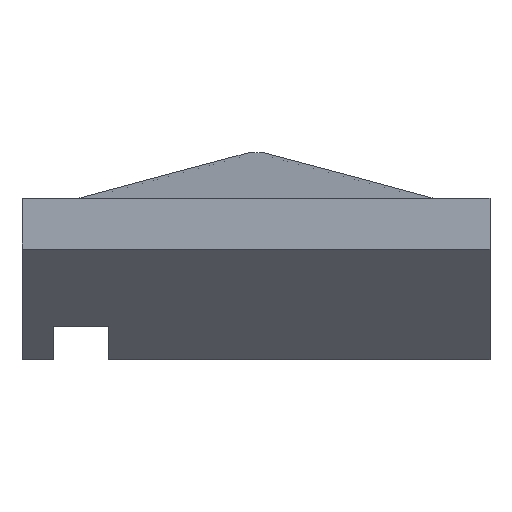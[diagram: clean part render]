
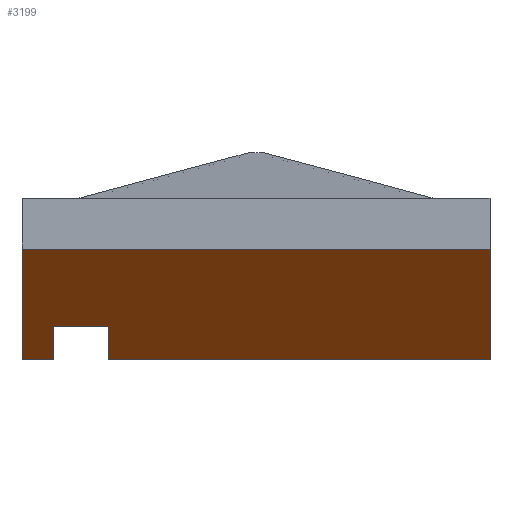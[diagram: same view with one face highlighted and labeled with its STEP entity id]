
A CAD part, front view. The second image highlights one B-rep face of the part: STEP entity #3199.
In plain terms, the highlighted planar face has unit normal (0, -0.707, -0.707).
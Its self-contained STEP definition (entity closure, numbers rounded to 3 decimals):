
#463=FACE_OUTER_BOUND('',#658,.T.);
#658=EDGE_LOOP('',(#2326,#2327,#2328,#2329,#2330,#2331,#2332,#2333));
#831=LINE('',#4129,#1068);
#885=LINE('',#4976,#1122);
#886=LINE('',#4978,#1123);
#887=LINE('',#4980,#1124);
#888=LINE('',#4982,#1125);
#889=LINE('',#4984,#1126);
#890=LINE('',#4986,#1127);
#891=LINE('',#4987,#1128);
#1068=VECTOR('',#3603,10.);
#1122=VECTOR('',#3695,10.);
#1123=VECTOR('',#3696,10.);
#1124=VECTOR('',#3697,10.);
#1125=VECTOR('',#3698,10.);
#1126=VECTOR('',#3699,10.);
#1127=VECTOR('',#3700,10.);
#1128=VECTOR('',#3701,10.);
#1305=VERTEX_POINT('',#4127);
#1306=VERTEX_POINT('',#4128);
#1376=VERTEX_POINT('',#4975);
#1377=VERTEX_POINT('',#4977);
#1378=VERTEX_POINT('',#4979);
#1379=VERTEX_POINT('',#4981);
#1380=VERTEX_POINT('',#4983);
#1381=VERTEX_POINT('',#4985);
#1632=EDGE_CURVE('',#1305,#1306,#831,.T.);
#1733=EDGE_CURVE('',#1305,#1376,#885,.T.);
#1734=EDGE_CURVE('',#1376,#1377,#886,.T.);
#1735=EDGE_CURVE('',#1377,#1378,#887,.T.);
#1736=EDGE_CURVE('',#1378,#1379,#888,.T.);
#1737=EDGE_CURVE('',#1379,#1380,#889,.T.);
#1738=EDGE_CURVE('',#1380,#1381,#890,.T.);
#1739=EDGE_CURVE('',#1381,#1306,#891,.T.);
#2326=ORIENTED_EDGE('',*,*,#1632,.F.);
#2327=ORIENTED_EDGE('',*,*,#1733,.T.);
#2328=ORIENTED_EDGE('',*,*,#1734,.T.);
#2329=ORIENTED_EDGE('',*,*,#1735,.T.);
#2330=ORIENTED_EDGE('',*,*,#1736,.T.);
#2331=ORIENTED_EDGE('',*,*,#1737,.T.);
#2332=ORIENTED_EDGE('',*,*,#1738,.T.);
#2333=ORIENTED_EDGE('',*,*,#1739,.T.);
#3109=PLANE('',#3415);
#3199=ADVANCED_FACE('',(#463),#3109,.T.);
#3415=AXIS2_PLACEMENT_3D('',#4974,#3693,#3694);
#3603=DIRECTION('',(1.,0.,0.));
#3693=DIRECTION('center_axis',(0.,-0.707,-0.707));
#3694=DIRECTION('ref_axis',(-1.,0.,0.));
#3695=DIRECTION('',(0.,0.707,-0.707));
#3696=DIRECTION('',(1.,0.,0.));
#3697=DIRECTION('',(0.,-0.707,0.707));
#3698=DIRECTION('',(1.,0.,0.));
#3699=DIRECTION('',(0.,0.707,-0.707));
#3700=DIRECTION('',(1.,0.,0.));
#3701=DIRECTION('',(0.,-0.707,0.707));
#4127=CARTESIAN_POINT('',(2.,37.455,-0.508));
#4128=CARTESIAN_POINT('',(27.4,37.455,-0.508));
#4129=CARTESIAN_POINT('',(13.7,37.455,-0.508));
#4974=CARTESIAN_POINT('Origin',(21.05,40.455,-3.508));
#4975=CARTESIAN_POINT('',(2.,43.455,-6.508));
#4976=CARTESIAN_POINT('',(2.,43.639,-6.692));
#4977=CARTESIAN_POINT('',(3.717,43.455,-6.508));
#4978=CARTESIAN_POINT('',(17.875,43.455,-6.508));
#4979=CARTESIAN_POINT('',(3.717,41.647,-4.7));
#4980=CARTESIAN_POINT('',(3.717,46.763,-9.816));
#4981=CARTESIAN_POINT('',(6.717,41.647,-4.7));
#4982=CARTESIAN_POINT('',(13.133,41.647,-4.7));
#4983=CARTESIAN_POINT('',(6.717,43.455,-6.508));
#4984=CARTESIAN_POINT('',(6.717,40.455,-3.508));
#4985=CARTESIAN_POINT('',(27.4,43.455,-6.508));
#4986=CARTESIAN_POINT('',(21.05,43.455,-6.508));
#4987=CARTESIAN_POINT('',(27.4,43.639,-6.692));
